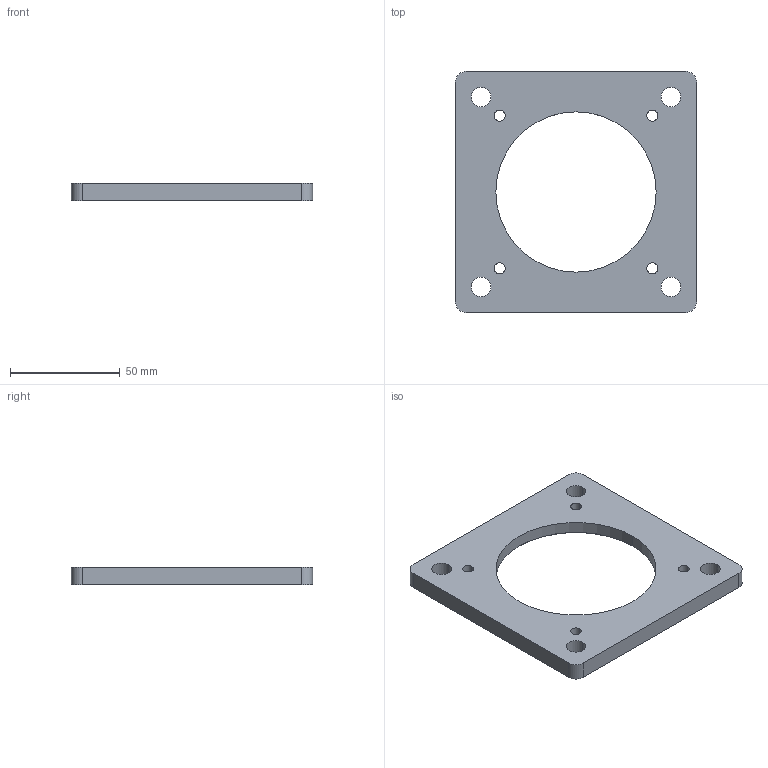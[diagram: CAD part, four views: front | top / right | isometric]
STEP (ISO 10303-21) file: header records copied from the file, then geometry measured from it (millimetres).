
FILE_DESCRIPTION (( 'STEP AP203' ), '1' );
FILE_NAME ('BrideNema34-NMRV50.STEP', '2023-06-19T08:26:44', ( '' ), ( '' ), 'SwSTEP 2.0', 'SolidWorks 2019', '' );
FILE_SCHEMA (( 'CONFIG_CONTROL_DESIGN' ));
Length unit declared in the file: millimetre
Products named in the file (1): BrideNema34-NMRV50
Bounding box: 110 x 110 x 8 mm (x, y, z)
Volume: 57081.5 mm3; surface area: 21769.7 mm2
Topology: 1 solids, 1 shells, 43 faces, 108 edges, 68 vertices
Faces by surface type: cylinder 24, cone 12, plane 7
Entity records: 1419 total; most frequent: DIRECTION 256, CARTESIAN_POINT 220, ORIENTED_EDGE 216, EDGE_CURVE 108, AXIS2_PLACEMENT_3D 104, VERTEX_POINT 68, EDGE_LOOP 62, CIRCLE 60
